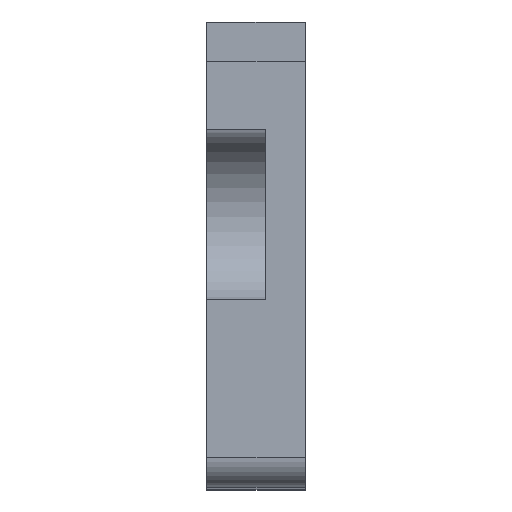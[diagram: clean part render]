
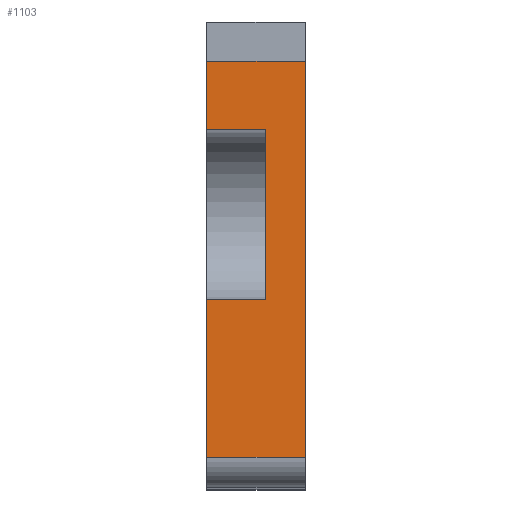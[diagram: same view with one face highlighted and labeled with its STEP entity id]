
A CAD part, top view. The second image highlights one B-rep face of the part: STEP entity #1103.
In plain terms, the highlighted planar face has unit normal (0, 0, 1).
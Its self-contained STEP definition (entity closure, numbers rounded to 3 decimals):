
#146=FACE_OUTER_BOUND('',#206,.T.);
#206=EDGE_LOOP('',(#921,#922,#923,#924,#925,#926,#927,#928));
#263=LINE('',#1598,#390);
#277=LINE('',#1655,#404);
#280=LINE('',#1663,#407);
#323=LINE('',#1755,#450);
#324=LINE('',#1757,#451);
#325=LINE('',#1759,#452);
#326=LINE('',#1761,#453);
#327=LINE('',#1762,#454);
#390=VECTOR('',#1274,10.);
#404=VECTOR('',#1320,10.);
#407=VECTOR('',#1325,10.);
#450=VECTOR('',#1420,10.);
#451=VECTOR('',#1423,10.);
#452=VECTOR('',#1424,10.);
#453=VECTOR('',#1425,10.);
#454=VECTOR('',#1426,10.);
#516=VERTEX_POINT('',#1595);
#517=VERTEX_POINT('',#1597);
#543=VERTEX_POINT('',#1652);
#544=VERTEX_POINT('',#1654);
#547=VERTEX_POINT('',#1660);
#548=VERTEX_POINT('',#1662);
#572=VERTEX_POINT('',#1758);
#573=VERTEX_POINT('',#1760);
#619=EDGE_CURVE('',#516,#517,#263,.T.);
#647=EDGE_CURVE('',#544,#543,#277,.T.);
#651=EDGE_CURVE('',#548,#547,#280,.T.);
#698=EDGE_CURVE('',#516,#548,#323,.T.);
#699=EDGE_CURVE('',#517,#543,#324,.T.);
#700=EDGE_CURVE('',#547,#572,#325,.T.);
#701=EDGE_CURVE('',#572,#573,#326,.T.);
#702=EDGE_CURVE('',#573,#544,#327,.T.);
#921=ORIENTED_EDGE('',*,*,#699,.F.);
#922=ORIENTED_EDGE('',*,*,#619,.F.);
#923=ORIENTED_EDGE('',*,*,#698,.T.);
#924=ORIENTED_EDGE('',*,*,#651,.T.);
#925=ORIENTED_EDGE('',*,*,#700,.T.);
#926=ORIENTED_EDGE('',*,*,#701,.T.);
#927=ORIENTED_EDGE('',*,*,#702,.T.);
#928=ORIENTED_EDGE('',*,*,#647,.T.);
#1059=PLANE('',#1201);
#1103=ADVANCED_FACE('',(#146),#1059,.T.);
#1201=AXIS2_PLACEMENT_3D('',#1756,#1421,#1422);
#1274=DIRECTION('',(0.,-1.,0.));
#1320=DIRECTION('',(0.,-1.,0.));
#1325=DIRECTION('',(0.,-1.,0.));
#1420=DIRECTION('',(-1.,0.,0.));
#1421=DIRECTION('center_axis',(0.,0.,1.));
#1422=DIRECTION('ref_axis',(1.,0.,0.));
#1423=DIRECTION('',(-1.,0.,0.));
#1424=DIRECTION('',(1.,0.,0.));
#1425=DIRECTION('',(0.,-1.,0.));
#1426=DIRECTION('',(-1.,0.,0.));
#1595=CARTESIAN_POINT('',(5.,14.5,120.));
#1597=CARTESIAN_POINT('',(5.,-25.5,120.));
#1598=CARTESIAN_POINT('',(5.,-14.5,120.));
#1652=CARTESIAN_POINT('',(-5.,-25.5,120.));
#1654=CARTESIAN_POINT('',(-5.,-9.6,120.));
#1655=CARTESIAN_POINT('',(-5.,14.5,120.));
#1660=CARTESIAN_POINT('',(-5.,7.6,120.));
#1662=CARTESIAN_POINT('',(-5.,14.5,120.));
#1663=CARTESIAN_POINT('',(-5.,14.5,120.));
#1755=CARTESIAN_POINT('',(5.,14.5,120.));
#1756=CARTESIAN_POINT('Origin',(0.,0.,120.));
#1757=CARTESIAN_POINT('',(0.,-25.5,120.));
#1758=CARTESIAN_POINT('',(1.,7.6,120.));
#1759=CARTESIAN_POINT('',(-2.5,7.6,120.));
#1760=CARTESIAN_POINT('',(1.,-9.6,120.));
#1761=CARTESIAN_POINT('',(1.,-0.5,120.));
#1762=CARTESIAN_POINT('',(-2.5,-9.6,120.));
